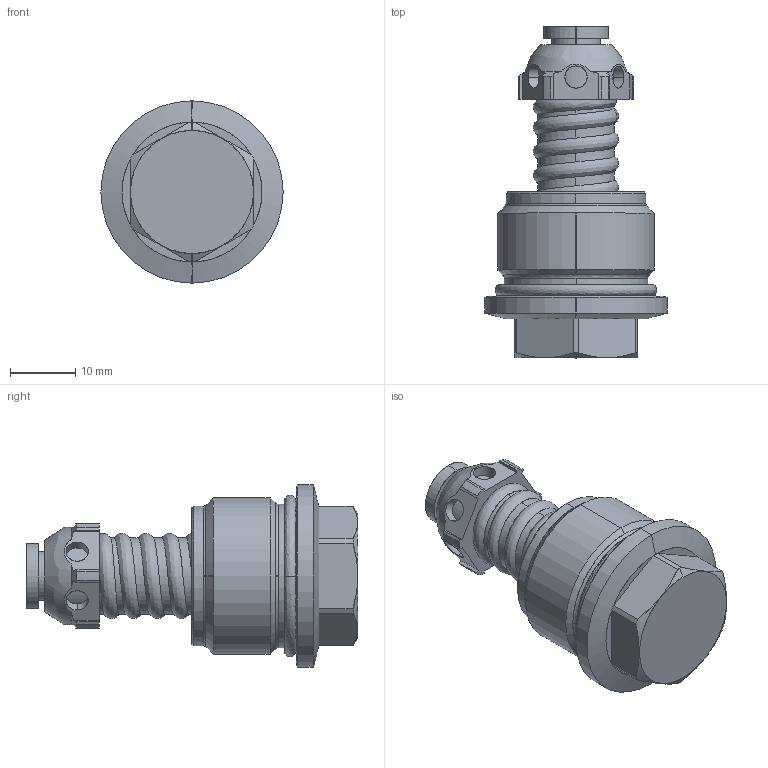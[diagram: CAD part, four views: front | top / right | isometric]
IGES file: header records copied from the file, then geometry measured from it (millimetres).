
Start section: SolidWorks IGES file using analytic representation for surfaces
Global section: file name: K041.782-789.IGS; native system: SolidWorks 2016; preprocessor: SolidWorks 2016; author: Neubauer; date: 170405.142917; units: millimetre
Bounding box: 28 x 50.99 x 28 mm (x, y, z)
Surface area: 4786.5 mm2 (no closed solid volume)
Topology: 0 solids, 0 shells, 146 faces, 2271 edges, 2270 vertices
Faces by surface type: revolution 76, bspline 70
